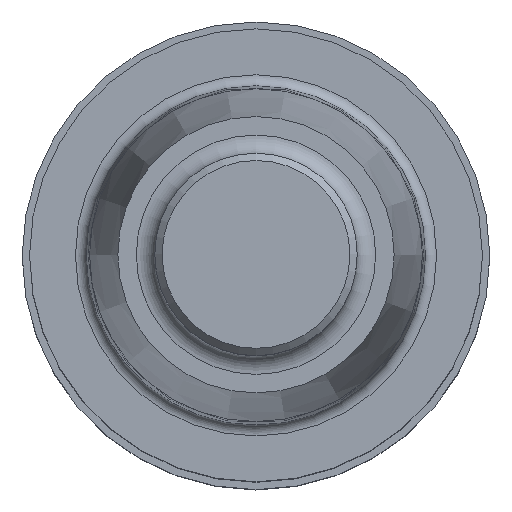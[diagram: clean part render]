
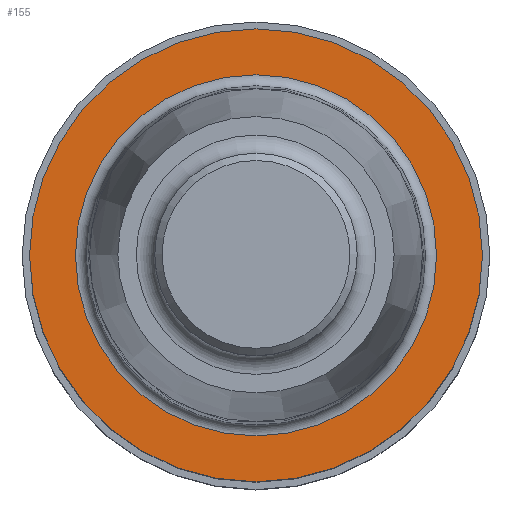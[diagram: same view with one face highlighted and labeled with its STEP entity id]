
A CAD part, top view. The second image highlights one B-rep face of the part: STEP entity #155.
In plain terms, the highlighted planar face has unit normal (0, 0, 1).
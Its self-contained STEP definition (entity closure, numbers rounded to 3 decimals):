
#139=FACE_BOUND('',#187,.T.);
#140=FACE_BOUND('',#188,.T.);
#155=ADVANCED_FACE('',(#139,#140),#164,.T.);
#164=PLANE('',#281);
#187=EDGE_LOOP('',(#213));
#188=EDGE_LOOP('',(#214));
#213=ORIENTED_EDGE('',*,*,#245,.T.);
#214=ORIENTED_EDGE('',*,*,#244,.F.);
#231=VERTEX_POINT('',#373);
#232=VERTEX_POINT('',#376);
#244=EDGE_CURVE('',#231,#231,#257,.T.);
#245=EDGE_CURVE('',#232,#232,#258,.T.);
#257=CIRCLE('',#278,4.904);
#258=CIRCLE('',#280,6.15);
#278=AXIS2_PLACEMENT_3D('',#372,#322,#323);
#280=AXIS2_PLACEMENT_3D('',#375,#326,#327);
#281=AXIS2_PLACEMENT_3D('',#377,#328,#329);
#322=DIRECTION('',(0.,0.,1.));
#323=DIRECTION('',(1.,0.,0.));
#326=DIRECTION('',(0.,0.,1.));
#327=DIRECTION('',(1.,0.,0.));
#328=DIRECTION('',(0.,0.,1.));
#329=DIRECTION('',(1.,0.,0.));
#372=CARTESIAN_POINT('',(0.,0.,0.));
#373=CARTESIAN_POINT('',(4.904,0.,0.));
#375=CARTESIAN_POINT('',(0.,0.,0.));
#376=CARTESIAN_POINT('',(6.15,0.,0.));
#377=CARTESIAN_POINT('',(0.,-4.904,0.));
